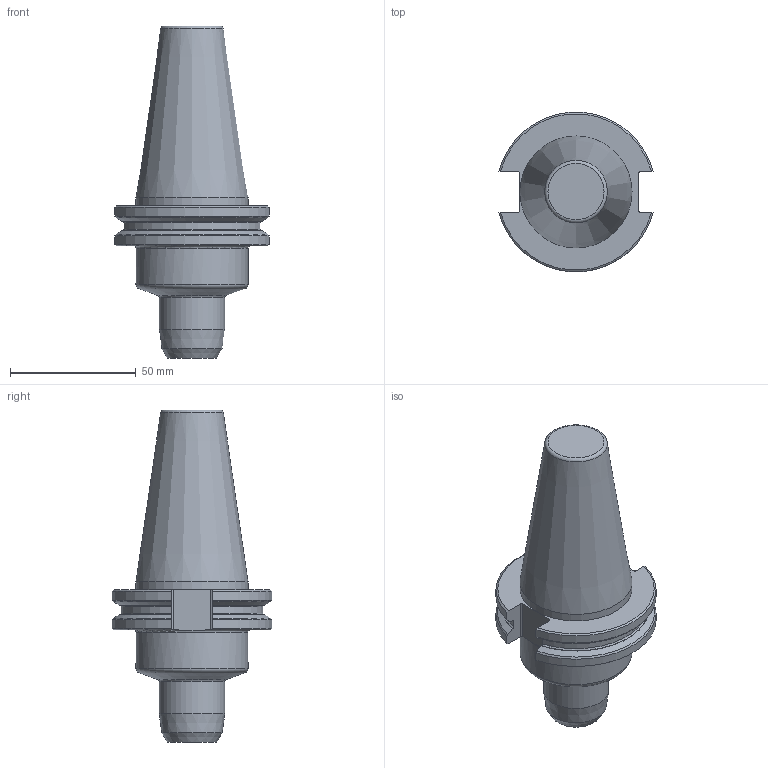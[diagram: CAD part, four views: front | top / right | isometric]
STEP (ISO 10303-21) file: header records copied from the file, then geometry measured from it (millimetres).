
FILE_DESCRIPTION(/* description */ (''),/* implementation_level */ '2;1');
FILE_NAME(/* name */ 'CAT40ADB-HC06-063_Basic.stp',/* time_stamp */ '2022-05-04T15:14:17+06:00',/* author */ (''),/* organization */ (''),/* preprocessor_version */ 'ST-DEVELOPER v16.7',/* originating_system */ 'SIEMENS PLM Software NX 12.0',/* authorisation */ '');
FILE_SCHEMA (('AUTOMOTIVE_DESIGN { 1 0 10303 214 3 1 1 1 }'));
Length unit declared in the file: millimetre
Products named in the file (1): inpu1EECA5248oi6
Bounding box: 61.35 x 63.26 x 131.75 mm (x, y, z)
Volume: 153882.5 mm3; surface area: 21253.4 mm2
Topology: 1 solids, 2 shells, 59 faces, 157 edges, 107 vertices
Faces by surface type: cone 18, plane 17, cylinder 16, torus 8
Full cylindrical faces by diameter (mm): 6 x1, 26 x1, 44.45 x1
Entity records: 2033 total; most frequent: CARTESIAN_POINT 604, DIRECTION 280, ORIENTED_EDGE 278, EDGE_CURVE 139, AXIS2_PLACEMENT_3D 117, VERTEX_POINT 98, EDGE_LOOP 73, ADVANCED_FACE 59
